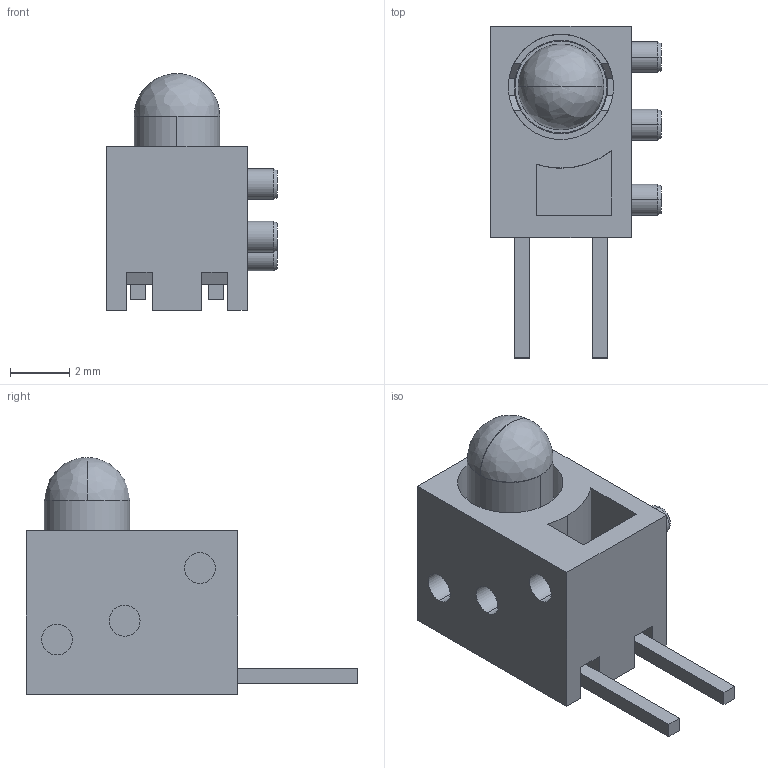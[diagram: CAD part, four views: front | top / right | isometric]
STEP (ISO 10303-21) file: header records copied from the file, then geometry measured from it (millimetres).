
FILE_DESCRIPTION (( 'STEP AP214' ), '1' );
FILE_NAME ('CMW-08-RRRRRRRR.STEP', '2018-04-02T22:00:58', ( 'user' ), ( 'Microsoft' ), 'SwSTEP 2.0', 'SolidWorks 2016', '' );
FILE_SCHEMA (( 'AUTOMOTIVE_DESIGN' ));
Length unit declared in the file: millimetre
Products named in the file (3): 4303F21EL; F15367BK; CMW-08-RRRRRRRR
Assembly tree (2 placements, depth 2):
  CMW-08-RRRRRRRR
    F15367BK
    4303F21EL
Bounding box: 5.77 x 11.2 x 8 mm (x, y, z)
Volume: 196.4 mm3; surface area: 460.5 mm2
Topology: 3 solids, 3 shells, 129 faces, 333 edges, 214 vertices
Faces by surface type: plane 83, cylinder 36, cone 6, bspline 4
Entity records: 4232 total; most frequent: CARTESIAN_POINT 749, DIRECTION 675, ORIENTED_EDGE 658, EDGE_CURVE 329, VECTOR 235, LINE 235, AXIS2_PLACEMENT_3D 220, VERTEX_POINT 214
